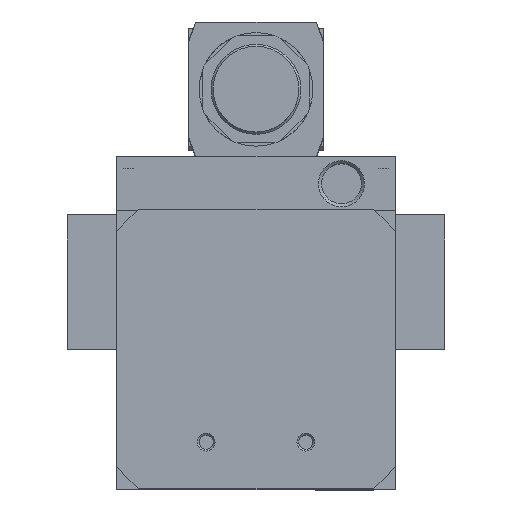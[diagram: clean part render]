
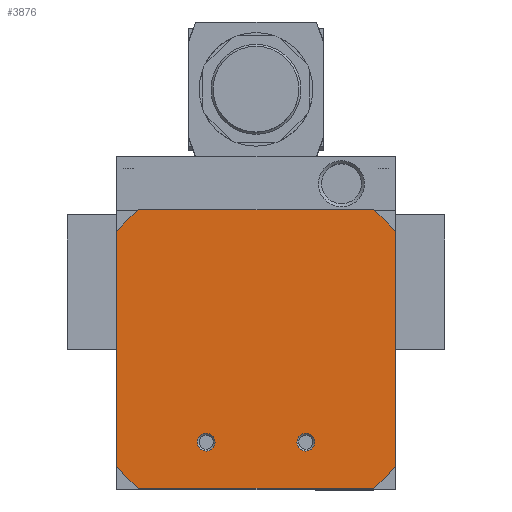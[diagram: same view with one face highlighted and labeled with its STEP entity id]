
A CAD part, top view. The second image highlights one B-rep face of the part: STEP entity #3876.
In plain terms, the highlighted planar face has unit normal (0, 0, 1).
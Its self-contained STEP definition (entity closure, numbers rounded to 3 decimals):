
#593=CARTESIAN_POINT('',(-54.772,65.,234.));
#594=VERTEX_POINT('',#593);
#595=CARTESIAN_POINT('',(54.772,65.,234.));
#596=VERTEX_POINT('',#595);
#597=CARTESIAN_POINT('',(-54.772,65.,234.));
#598=DIRECTION('',(1.0,0.0,0.0));
#599=VECTOR('',#598,109.545);
#600=LINE('',#597,#599);
#601=EDGE_CURVE('',#594,#596,#600,.T.);
#1032=CARTESIAN_POINT('',(19.1,-43.5,234.));
#1033=VERTEX_POINT('',#1032);
#1034=CARTESIAN_POINT('',(23.25,-43.5,234.));
#1035=DIRECTION('',(0.0,0.0,-1.0));
#1036=DIRECTION('',(-1.0,0.0,0.0));
#1037=AXIS2_PLACEMENT_3D('',#1034,#1035,#1036);
#1038=CIRCLE('',#1037,4.15);
#1039=EDGE_CURVE('',#1033,#1033,#1038,.T.);
#1089=CARTESIAN_POINT('',(-27.4,-43.5,234.));
#1090=VERTEX_POINT('',#1089);
#1091=CARTESIAN_POINT('',(-23.25,-43.5,234.));
#1092=DIRECTION('',(0.0,0.0,-1.0));
#1093=DIRECTION('',(-1.0,0.0,0.0));
#1094=AXIS2_PLACEMENT_3D('',#1091,#1092,#1093);
#1095=CIRCLE('',#1094,4.15);
#1096=EDGE_CURVE('',#1090,#1090,#1095,.T.);
#3630=CARTESIAN_POINT('',(65.,54.772,234.));
#3631=VERTEX_POINT('',#3630);
#3632=CARTESIAN_POINT('',(0.0,0.0,234.));
#3633=DIRECTION('',(0.0,0.0,-1.));
#3634=DIRECTION('',(-0.765,-0.644,0.0));
#3635=AXIS2_PLACEMENT_3D('',#3632,#3633,#3634);
#3636=CIRCLE('',#3635,85.);
#3637=EDGE_CURVE('',#596,#3631,#3636,.T.);
#3663=CARTESIAN_POINT('',(65.,-54.772,234.));
#3664=VERTEX_POINT('',#3663);
#3665=CARTESIAN_POINT('',(65.,54.772,234.));
#3666=DIRECTION('',(0.0,-1.0,0.0));
#3667=VECTOR('',#3666,109.545);
#3668=LINE('',#3665,#3667);
#3669=EDGE_CURVE('',#3631,#3664,#3668,.T.);
#3694=CARTESIAN_POINT('',(54.772,-65.0,234.));
#3695=VERTEX_POINT('',#3694);
#3696=CARTESIAN_POINT('',(0.0,0.0,234.));
#3697=DIRECTION('',(0.0,0.0,-1.0));
#3698=DIRECTION('',(-0.644,0.765,0.0));
#3699=AXIS2_PLACEMENT_3D('',#3696,#3697,#3698);
#3700=CIRCLE('',#3699,85.0);
#3701=EDGE_CURVE('',#3664,#3695,#3700,.T.);
#3727=CARTESIAN_POINT('',(-54.772,-65.,234.));
#3728=VERTEX_POINT('',#3727);
#3729=CARTESIAN_POINT('',(54.772,-65.0,234.));
#3730=DIRECTION('',(-1.0,0.0,0.0));
#3731=VECTOR('',#3730,109.545);
#3732=LINE('',#3729,#3731);
#3733=EDGE_CURVE('',#3695,#3728,#3732,.T.);
#3758=CARTESIAN_POINT('',(-65.,-54.772,234.));
#3759=VERTEX_POINT('',#3758);
#3760=CARTESIAN_POINT('',(0.0,0.0,234.));
#3761=DIRECTION('',(0.0,0.0,-1.0));
#3762=DIRECTION('',(0.765,0.644,0.0));
#3763=AXIS2_PLACEMENT_3D('',#3760,#3761,#3762);
#3764=CIRCLE('',#3763,85.0);
#3765=EDGE_CURVE('',#3728,#3759,#3764,.T.);
#3791=CARTESIAN_POINT('',(-65.,54.772,234.));
#3792=VERTEX_POINT('',#3791);
#3793=CARTESIAN_POINT('',(-65.,-54.772,234.));
#3794=DIRECTION('',(0.0,1.0,0.0));
#3795=VECTOR('',#3794,109.545);
#3796=LINE('',#3793,#3795);
#3797=EDGE_CURVE('',#3759,#3792,#3796,.T.);
#3822=CARTESIAN_POINT('',(0.0,0.0,234.));
#3823=DIRECTION('',(0.0,0.0,-1.));
#3824=DIRECTION('',(0.644,-0.765,0.0));
#3825=AXIS2_PLACEMENT_3D('',#3822,#3823,#3824);
#3826=CIRCLE('',#3825,85.);
#3827=EDGE_CURVE('',#3792,#594,#3826,.T.);
#3855=CARTESIAN_POINT('',(0.,0.,234.));
#3856=DIRECTION('',(0.0,0.0,1.0));
#3857=DIRECTION('',(1.0,0.0,0.0));
#3858=AXIS2_PLACEMENT_3D('',#3855,#3856,#3857);
#3859=PLANE('',#3858);
#3860=ORIENTED_EDGE('',*,*,#3637,.F.);
#3861=ORIENTED_EDGE('',*,*,#601,.F.);
#3862=ORIENTED_EDGE('',*,*,#3827,.F.);
#3863=ORIENTED_EDGE('',*,*,#3797,.F.);
#3864=ORIENTED_EDGE('',*,*,#3765,.F.);
#3865=ORIENTED_EDGE('',*,*,#3733,.F.);
#3866=ORIENTED_EDGE('',*,*,#3701,.F.);
#3867=ORIENTED_EDGE('',*,*,#3669,.F.);
#3868=EDGE_LOOP('',(#3860,#3861,#3862,#3863,#3864,#3865,#3866,#3867));
#3869=FACE_OUTER_BOUND('',#3868,.T.);
#3870=ORIENTED_EDGE('',*,*,#1039,.T.);
#3871=EDGE_LOOP('',(#3870));
#3872=FACE_BOUND('',#3871,.T.);
#3873=ORIENTED_EDGE('',*,*,#1096,.T.);
#3874=EDGE_LOOP('',(#3873));
#3875=FACE_BOUND('',#3874,.T.);
#3876=ADVANCED_FACE('',(#3869,#3872,#3875),#3859,.T.);
